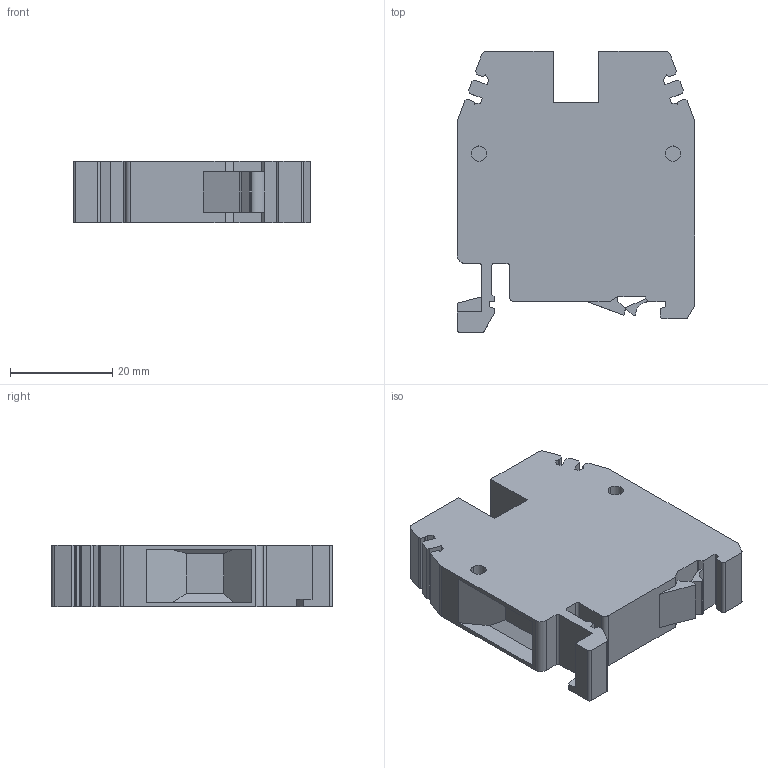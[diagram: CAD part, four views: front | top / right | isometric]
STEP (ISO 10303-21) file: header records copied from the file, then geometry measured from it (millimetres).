
FILE_DESCRIPTION(('OneSpaceDesigner STEP Export'),'2;1');
FILE_NAME('CBC.16.stp','2008-06-11T 9:35:44',(''),(''),'OneSpace Designer STEP processor for AP214 (Solid Model)','OneSpace Modeling 15.50 10-Aug-2007 (C) CoCreate Software GmbH','');
FILE_SCHEMA(('AUTOMOTIVE_DESIGN { 1 0 10303 214 1 1 1 1 }'));
Length unit declared in the file: millimetre
Products named in the file (2): CBC.16
Assembly tree (1 placements, depth 2):
  CBC.16
    CBC.16
Bounding box: 46.5 x 55 x 12 mm (x, y, z)
Volume: 22020.7 mm3; surface area: 8759.4 mm2
Topology: 1 solids, 1 shells, 134 faces, 377 edges, 249 vertices
Faces by surface type: plane 102, cylinder 30, cone 2
Entity records: 4305 total; most frequent: CARTESIAN_POINT 849, ORIENTED_EDGE 754, DIRECTION 653, EDGE_CURVE 377, VECTOR 305, LINE 305, VERTEX_POINT 249, AXIS2_PLACEMENT_3D 174
